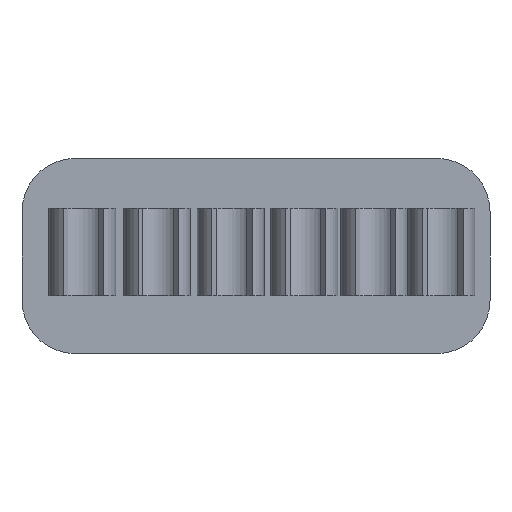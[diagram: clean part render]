
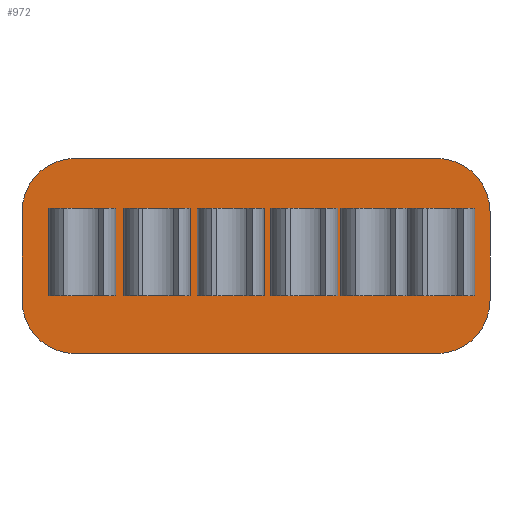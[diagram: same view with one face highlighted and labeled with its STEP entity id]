
A CAD part, front view. The second image highlights one B-rep face of the part: STEP entity #972.
In plain terms, the highlighted planar face has unit normal (0, -1, 0).
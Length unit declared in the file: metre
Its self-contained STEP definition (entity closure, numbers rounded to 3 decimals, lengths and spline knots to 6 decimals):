
#15=CIRCLE('',#1040,0.00635);
#17=CIRCLE('',#1044,0.00635);
#19=CIRCLE('',#1048,0.00635);
#21=CIRCLE('',#1052,0.00635);
#124=ORIENTED_EDGE('',*,*,#396,.T.);
#125=ORIENTED_EDGE('',*,*,#397,.T.);
#126=ORIENTED_EDGE('',*,*,#398,.T.);
#127=ORIENTED_EDGE('',*,*,#399,.F.);
#128=ORIENTED_EDGE('',*,*,#400,.T.);
#129=ORIENTED_EDGE('',*,*,#401,.T.);
#130=ORIENTED_EDGE('',*,*,#402,.T.);
#131=ORIENTED_EDGE('',*,*,#403,.F.);
#132=ORIENTED_EDGE('',*,*,#404,.T.);
#133=ORIENTED_EDGE('',*,*,#405,.T.);
#134=ORIENTED_EDGE('',*,*,#406,.T.);
#135=ORIENTED_EDGE('',*,*,#407,.F.);
#136=ORIENTED_EDGE('',*,*,#408,.T.);
#137=ORIENTED_EDGE('',*,*,#409,.T.);
#138=ORIENTED_EDGE('',*,*,#410,.T.);
#139=ORIENTED_EDGE('',*,*,#411,.F.);
#140=ORIENTED_EDGE('',*,*,#412,.T.);
#141=ORIENTED_EDGE('',*,*,#413,.T.);
#142=ORIENTED_EDGE('',*,*,#414,.T.);
#143=ORIENTED_EDGE('',*,*,#415,.F.);
#144=ORIENTED_EDGE('',*,*,#416,.T.);
#145=ORIENTED_EDGE('',*,*,#417,.T.);
#146=ORIENTED_EDGE('',*,*,#418,.T.);
#147=ORIENTED_EDGE('',*,*,#419,.F.);
#148=ORIENTED_EDGE('',*,*,#374,.T.);
#149=ORIENTED_EDGE('',*,*,#378,.T.);
#150=ORIENTED_EDGE('',*,*,#381,.F.);
#151=ORIENTED_EDGE('',*,*,#384,.T.);
#152=ORIENTED_EDGE('',*,*,#387,.F.);
#153=ORIENTED_EDGE('',*,*,#390,.T.);
#154=ORIENTED_EDGE('',*,*,#393,.T.);
#155=ORIENTED_EDGE('',*,*,#395,.T.);
#374=EDGE_CURVE('',#515,#514,#610,.T.);
#378=EDGE_CURVE('',#514,#517,#15,.T.);
#381=EDGE_CURVE('',#519,#517,#615,.T.);
#384=EDGE_CURVE('',#519,#521,#17,.T.);
#387=EDGE_CURVE('',#523,#521,#619,.T.);
#390=EDGE_CURVE('',#523,#525,#19,.T.);
#393=EDGE_CURVE('',#525,#527,#623,.T.);
#395=EDGE_CURVE('',#527,#515,#21,.T.);
#396=EDGE_CURVE('',#528,#529,#624,.T.);
#397=EDGE_CURVE('',#529,#530,#625,.T.);
#398=EDGE_CURVE('',#530,#531,#626,.F.);
#399=EDGE_CURVE('',#528,#531,#627,.T.);
#400=EDGE_CURVE('',#532,#533,#628,.T.);
#401=EDGE_CURVE('',#533,#534,#629,.T.);
#402=EDGE_CURVE('',#534,#535,#630,.F.);
#403=EDGE_CURVE('',#532,#535,#631,.T.);
#404=EDGE_CURVE('',#536,#537,#632,.T.);
#405=EDGE_CURVE('',#537,#538,#633,.T.);
#406=EDGE_CURVE('',#538,#539,#634,.F.);
#407=EDGE_CURVE('',#536,#539,#635,.T.);
#408=EDGE_CURVE('',#540,#541,#636,.T.);
#409=EDGE_CURVE('',#541,#542,#637,.T.);
#410=EDGE_CURVE('',#542,#543,#638,.F.);
#411=EDGE_CURVE('',#540,#543,#639,.T.);
#412=EDGE_CURVE('',#544,#545,#640,.T.);
#413=EDGE_CURVE('',#545,#546,#641,.T.);
#414=EDGE_CURVE('',#546,#547,#642,.F.);
#415=EDGE_CURVE('',#544,#547,#643,.T.);
#416=EDGE_CURVE('',#548,#549,#644,.T.);
#417=EDGE_CURVE('',#549,#550,#645,.T.);
#418=EDGE_CURVE('',#550,#551,#646,.F.);
#419=EDGE_CURVE('',#548,#551,#647,.T.);
#514=VERTEX_POINT('',#1463);
#515=VERTEX_POINT('',#1465);
#517=VERTEX_POINT('',#1471);
#519=VERTEX_POINT('',#1477);
#521=VERTEX_POINT('',#1483);
#523=VERTEX_POINT('',#1489);
#525=VERTEX_POINT('',#1495);
#527=VERTEX_POINT('',#1501);
#528=VERTEX_POINT('',#1508);
#529=VERTEX_POINT('',#1509);
#530=VERTEX_POINT('',#1511);
#531=VERTEX_POINT('',#1513);
#532=VERTEX_POINT('',#1516);
#533=VERTEX_POINT('',#1517);
#534=VERTEX_POINT('',#1519);
#535=VERTEX_POINT('',#1521);
#536=VERTEX_POINT('',#1524);
#537=VERTEX_POINT('',#1525);
#538=VERTEX_POINT('',#1527);
#539=VERTEX_POINT('',#1529);
#540=VERTEX_POINT('',#1532);
#541=VERTEX_POINT('',#1533);
#542=VERTEX_POINT('',#1535);
#543=VERTEX_POINT('',#1537);
#544=VERTEX_POINT('',#1540);
#545=VERTEX_POINT('',#1541);
#546=VERTEX_POINT('',#1543);
#547=VERTEX_POINT('',#1545);
#548=VERTEX_POINT('',#1548);
#549=VERTEX_POINT('',#1549);
#550=VERTEX_POINT('',#1551);
#551=VERTEX_POINT('',#1553);
#610=LINE('',#1464,#698);
#615=LINE('',#1478,#703);
#619=LINE('',#1490,#707);
#623=LINE('',#1502,#711);
#624=LINE('',#1507,#712);
#625=LINE('',#1510,#713);
#626=LINE('',#1512,#714);
#627=LINE('',#1514,#715);
#628=LINE('',#1515,#716);
#629=LINE('',#1518,#717);
#630=LINE('',#1520,#718);
#631=LINE('',#1522,#719);
#632=LINE('',#1523,#720);
#633=LINE('',#1526,#721);
#634=LINE('',#1528,#722);
#635=LINE('',#1530,#723);
#636=LINE('',#1531,#724);
#637=LINE('',#1534,#725);
#638=LINE('',#1536,#726);
#639=LINE('',#1538,#727);
#640=LINE('',#1539,#728);
#641=LINE('',#1542,#729);
#642=LINE('',#1544,#730);
#643=LINE('',#1546,#731);
#644=LINE('',#1547,#732);
#645=LINE('',#1550,#733);
#646=LINE('',#1552,#734);
#647=LINE('',#1554,#735);
#698=VECTOR('',#1153,1.);
#703=VECTOR('',#1166,1.);
#707=VECTOR('',#1178,1.);
#711=VECTOR('',#1190,1.);
#712=VECTOR('',#1199,1.);
#713=VECTOR('',#1200,1.);
#714=VECTOR('',#1201,1.);
#715=VECTOR('',#1202,1.);
#716=VECTOR('',#1203,1.);
#717=VECTOR('',#1204,1.);
#718=VECTOR('',#1205,1.);
#719=VECTOR('',#1206,1.);
#720=VECTOR('',#1207,1.);
#721=VECTOR('',#1208,1.);
#722=VECTOR('',#1209,1.);
#723=VECTOR('',#1210,1.);
#724=VECTOR('',#1211,1.);
#725=VECTOR('',#1212,1.);
#726=VECTOR('',#1213,1.);
#727=VECTOR('',#1214,1.);
#728=VECTOR('',#1215,1.);
#729=VECTOR('',#1216,1.);
#730=VECTOR('',#1217,1.);
#731=VECTOR('',#1218,1.);
#732=VECTOR('',#1219,1.);
#733=VECTOR('',#1220,1.);
#734=VECTOR('',#1221,1.);
#735=VECTOR('',#1222,1.);
#792=EDGE_LOOP('',(#124,#125,#126,#127));
#793=EDGE_LOOP('',(#128,#129,#130,#131));
#794=EDGE_LOOP('',(#132,#133,#134,#135));
#795=EDGE_LOOP('',(#136,#137,#138,#139));
#796=EDGE_LOOP('',(#140,#141,#142,#143));
#797=EDGE_LOOP('',(#144,#145,#146,#147));
#798=EDGE_LOOP('',(#148,#149,#150,#151,#152,#153,#154,#155));
#866=FACE_BOUND('',#792,.T.);
#867=FACE_BOUND('',#793,.T.);
#868=FACE_BOUND('',#794,.T.);
#869=FACE_BOUND('',#795,.T.);
#870=FACE_BOUND('',#796,.T.);
#871=FACE_BOUND('',#797,.T.);
#872=FACE_BOUND('',#798,.T.);
#936=PLANE('',#1053);
#972=ADVANCED_FACE('',(#866,#867,#868,#869,#870,#871,#872),#936,.T.);
#1040=AXIS2_PLACEMENT_3D('',#1472,#1160,#1161);
#1044=AXIS2_PLACEMENT_3D('',#1484,#1172,#1173);
#1048=AXIS2_PLACEMENT_3D('',#1496,#1184,#1185);
#1052=AXIS2_PLACEMENT_3D('',#1505,#1195,#1196);
#1053=AXIS2_PLACEMENT_3D('',#1506,#1197,#1198);
#1153=DIRECTION('',(1.,0.,0.));
#1160=DIRECTION('',(0.,-1.,0.));
#1161=DIRECTION('',(0.,0.,-1.));
#1166=DIRECTION('',(0.,0.,-1.));
#1172=DIRECTION('',(0.,-1.,0.));
#1173=DIRECTION('',(0.,0.,-1.));
#1178=DIRECTION('',(1.,0.,0.));
#1184=DIRECTION('',(0.,-1.,0.));
#1185=DIRECTION('',(0.,0.,-1.));
#1190=DIRECTION('',(0.,0.,-1.));
#1195=DIRECTION('',(0.,-1.,0.));
#1196=DIRECTION('',(0.,0.,-1.));
#1197=DIRECTION('',(0.,-1.,0.));
#1198=DIRECTION('',(1.,0.,0.));
#1199=DIRECTION('',(0.,0.,-1.));
#1200=DIRECTION('',(-1.,0.,0.));
#1201=DIRECTION('',(0.,0.,-1.));
#1202=DIRECTION('',(-1.,0.,0.));
#1203=DIRECTION('',(0.,0.,-1.));
#1204=DIRECTION('',(-1.,0.,0.));
#1205=DIRECTION('',(0.,0.,-1.));
#1206=DIRECTION('',(-1.,0.,0.));
#1207=DIRECTION('',(0.,0.,-1.));
#1208=DIRECTION('',(-1.,0.,0.));
#1209=DIRECTION('',(0.,0.,-1.));
#1210=DIRECTION('',(-1.,0.,0.));
#1211=DIRECTION('',(0.,0.,-1.));
#1212=DIRECTION('',(-1.,0.,0.));
#1213=DIRECTION('',(0.,0.,-1.));
#1214=DIRECTION('',(-1.,0.,0.));
#1215=DIRECTION('',(0.,0.,-1.));
#1216=DIRECTION('',(-1.,0.,0.));
#1217=DIRECTION('',(0.,0.,-1.));
#1218=DIRECTION('',(-1.,0.,0.));
#1219=DIRECTION('',(0.,0.,-1.));
#1220=DIRECTION('',(-1.,0.,0.));
#1221=DIRECTION('',(0.,0.,-1.));
#1222=DIRECTION('',(-1.,0.,0.));
#1463=CARTESIAN_POINT('',(0.021808,-0.004,-0.013037));
#1464=CARTESIAN_POINT('',(0.000179,-0.004,-0.013037));
#1465=CARTESIAN_POINT('',(-0.021451,-0.004,-0.013037));
#1471=CARTESIAN_POINT('',(0.028158,-0.004,-0.006687));
#1472=CARTESIAN_POINT('',(0.021808,-0.004,-0.006687));
#1477=CARTESIAN_POINT('',(0.028158,-0.004,0.003949));
#1478=CARTESIAN_POINT('',(0.028158,-0.004,-0.001369));
#1483=CARTESIAN_POINT('',(0.021808,-0.004,0.010299));
#1484=CARTESIAN_POINT('',(0.021808,-0.004,0.003949));
#1489=CARTESIAN_POINT('',(-0.021451,-0.004,0.010299));
#1490=CARTESIAN_POINT('',(0.000179,-0.004,0.010299));
#1495=CARTESIAN_POINT('',(-0.027801,-0.004,0.003949));
#1496=CARTESIAN_POINT('',(-0.021451,-0.004,0.003949));
#1501=CARTESIAN_POINT('',(-0.027801,-0.004,-0.006687));
#1502=CARTESIAN_POINT('',(-0.027801,-0.004,-0.001369));
#1505=CARTESIAN_POINT('',(-0.021451,-0.004,-0.006687));
#1506=CARTESIAN_POINT('',(0.000179,-0.004,-0.001369));
#1507=CARTESIAN_POINT('',(-0.018003,-0.004,0.004318));
#1508=CARTESIAN_POINT('',(-0.018003,-0.004,0.004318));
#1509=CARTESIAN_POINT('',(-0.018003,-0.004,-0.006096));
#1510=CARTESIAN_POINT('',(0.000179,-0.004,-0.006096));
#1511=CARTESIAN_POINT('',(-0.0232,-0.004,-0.006096));
#1512=CARTESIAN_POINT('',(-0.0232,-0.004,0.004318));
#1513=CARTESIAN_POINT('',(-0.0232,-0.004,0.004318));
#1514=CARTESIAN_POINT('',(0.000179,-0.004,0.004318));
#1515=CARTESIAN_POINT('',(-0.009014,-0.004,0.004318));
#1516=CARTESIAN_POINT('',(-0.009014,-0.004,0.004318));
#1517=CARTESIAN_POINT('',(-0.009014,-0.004,-0.006096));
#1518=CARTESIAN_POINT('',(0.000179,-0.004,-0.006096));
#1519=CARTESIAN_POINT('',(-0.014284,-0.004,-0.006096));
#1520=CARTESIAN_POINT('',(-0.014284,-0.004,0.004318));
#1521=CARTESIAN_POINT('',(-0.014284,-0.004,0.004318));
#1522=CARTESIAN_POINT('',(0.000179,-0.004,0.004318));
#1523=CARTESIAN_POINT('',(-0.000349,-0.004,0.004318));
#1524=CARTESIAN_POINT('',(-0.000349,-0.004,0.004318));
#1525=CARTESIAN_POINT('',(-0.000349,-0.004,-0.006096));
#1526=CARTESIAN_POINT('',(0.000179,-0.004,-0.006096));
#1527=CARTESIAN_POINT('',(-0.005306,-0.004,-0.006096));
#1528=CARTESIAN_POINT('',(-0.005306,-0.004,0.004318));
#1529=CARTESIAN_POINT('',(-0.005306,-0.004,0.004318));
#1530=CARTESIAN_POINT('',(0.000179,-0.004,0.004318));
#1531=CARTESIAN_POINT('',(0.008516,-0.004,0.004318));
#1532=CARTESIAN_POINT('',(0.008516,-0.004,0.004318));
#1533=CARTESIAN_POINT('',(0.008516,-0.004,-0.006096));
#1534=CARTESIAN_POINT('',(0.000179,-0.004,-0.006096));
#1535=CARTESIAN_POINT('',(0.00342,-0.004,-0.006096));
#1536=CARTESIAN_POINT('',(0.00342,-0.004,0.004318));
#1537=CARTESIAN_POINT('',(0.00342,-0.004,0.004318));
#1538=CARTESIAN_POINT('',(0.000179,-0.004,0.004318));
#1539=CARTESIAN_POINT('',(0.016788,-0.004,0.004318));
#1540=CARTESIAN_POINT('',(0.016788,-0.004,0.004318));
#1541=CARTESIAN_POINT('',(0.016788,-0.004,-0.006096));
#1542=CARTESIAN_POINT('',(0.000179,-0.004,-0.006096));
#1543=CARTESIAN_POINT('',(0.011834,-0.004,-0.006096));
#1544=CARTESIAN_POINT('',(0.011834,-0.004,0.004318));
#1545=CARTESIAN_POINT('',(0.011834,-0.004,0.004318));
#1546=CARTESIAN_POINT('',(0.000179,-0.004,0.004318));
#1547=CARTESIAN_POINT('',(0.024926,-0.004,0.004318));
#1548=CARTESIAN_POINT('',(0.024926,-0.004,0.004318));
#1549=CARTESIAN_POINT('',(0.024926,-0.004,-0.006096));
#1550=CARTESIAN_POINT('',(0.000179,-0.004,-0.006096));
#1551=CARTESIAN_POINT('',(0.019819,-0.004,-0.006096));
#1552=CARTESIAN_POINT('',(0.019819,-0.004,0.004318));
#1553=CARTESIAN_POINT('',(0.019819,-0.004,0.004318));
#1554=CARTESIAN_POINT('',(0.000179,-0.004,0.004318));
